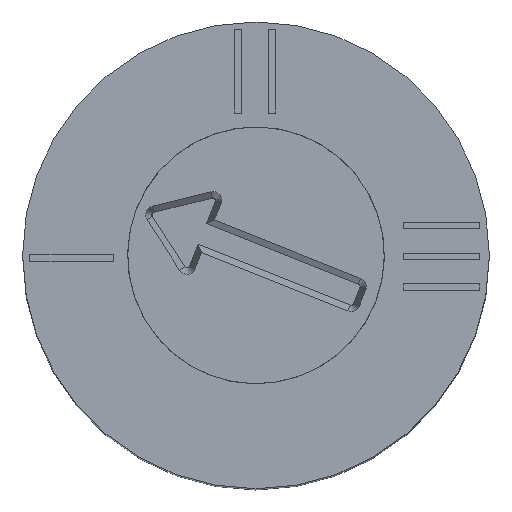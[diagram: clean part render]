
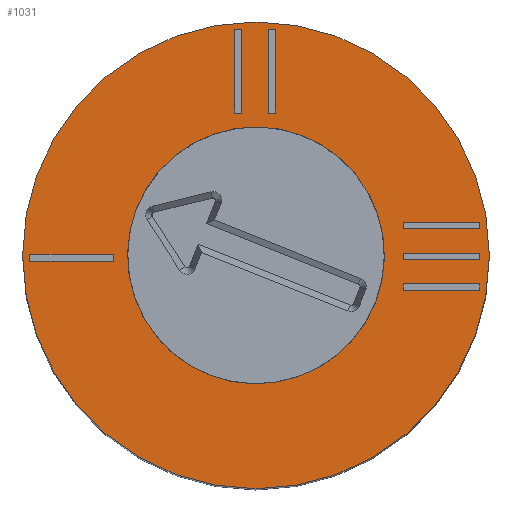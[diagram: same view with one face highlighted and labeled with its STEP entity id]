
A CAD part, top view. The second image highlights one B-rep face of the part: STEP entity #1031.
In plain terms, the highlighted planar face has unit normal (0, 0, 1).
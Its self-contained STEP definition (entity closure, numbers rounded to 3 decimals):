
#29=FACE_BOUND('',#186,.T.);
#30=FACE_BOUND('',#187,.T.);
#31=FACE_BOUND('',#188,.T.);
#32=FACE_BOUND('',#189,.T.);
#33=FACE_BOUND('',#190,.T.);
#34=FACE_BOUND('',#191,.T.);
#35=FACE_BOUND('',#192,.T.);
#49=CIRCLE('',#1148,2.2);
#56=CIRCLE('',#1160,4.);
#124=FACE_OUTER_BOUND('',#185,.T.);
#185=EDGE_LOOP('',(#826));
#186=EDGE_LOOP('',(#827,#828,#829,#830));
#187=EDGE_LOOP('',(#831,#832,#833,#834));
#188=EDGE_LOOP('',(#835,#836,#837,#838));
#189=EDGE_LOOP('',(#839,#840,#841,#842));
#190=EDGE_LOOP('',(#843,#844,#845,#846));
#191=EDGE_LOOP('',(#847,#848,#849,#850));
#192=EDGE_LOOP('',(#851));
#218=LINE('',#1517,#327);
#221=LINE('',#1523,#330);
#224=LINE('',#1529,#333);
#227=LINE('',#1533,#336);
#230=LINE('',#1542,#339);
#233=LINE('',#1548,#342);
#236=LINE('',#1554,#345);
#239=LINE('',#1558,#348);
#242=LINE('',#1567,#351);
#245=LINE('',#1573,#354);
#248=LINE('',#1579,#357);
#251=LINE('',#1583,#360);
#254=LINE('',#1592,#363);
#257=LINE('',#1598,#366);
#260=LINE('',#1604,#369);
#263=LINE('',#1608,#372);
#266=LINE('',#1617,#375);
#269=LINE('',#1623,#378);
#272=LINE('',#1629,#381);
#275=LINE('',#1633,#384);
#278=LINE('',#1642,#387);
#281=LINE('',#1648,#390);
#284=LINE('',#1654,#393);
#287=LINE('',#1658,#396);
#327=VECTOR('',#1213,10.);
#330=VECTOR('',#1218,10.);
#333=VECTOR('',#1223,10.);
#336=VECTOR('',#1228,10.);
#339=VECTOR('',#1235,10.);
#342=VECTOR('',#1240,10.);
#345=VECTOR('',#1245,10.);
#348=VECTOR('',#1250,10.);
#351=VECTOR('',#1257,10.);
#354=VECTOR('',#1262,10.);
#357=VECTOR('',#1267,10.);
#360=VECTOR('',#1272,10.);
#363=VECTOR('',#1279,10.);
#366=VECTOR('',#1284,10.);
#369=VECTOR('',#1289,10.);
#372=VECTOR('',#1294,10.);
#375=VECTOR('',#1301,10.);
#378=VECTOR('',#1306,10.);
#381=VECTOR('',#1311,10.);
#384=VECTOR('',#1316,10.);
#387=VECTOR('',#1323,10.);
#390=VECTOR('',#1328,10.);
#393=VECTOR('',#1333,10.);
#396=VECTOR('',#1338,10.);
#436=VERTEX_POINT('',#1514);
#437=VERTEX_POINT('',#1516);
#439=VERTEX_POINT('',#1522);
#441=VERTEX_POINT('',#1528);
#444=VERTEX_POINT('',#1539);
#445=VERTEX_POINT('',#1541);
#447=VERTEX_POINT('',#1547);
#449=VERTEX_POINT('',#1553);
#452=VERTEX_POINT('',#1564);
#453=VERTEX_POINT('',#1566);
#455=VERTEX_POINT('',#1572);
#457=VERTEX_POINT('',#1578);
#460=VERTEX_POINT('',#1589);
#461=VERTEX_POINT('',#1591);
#463=VERTEX_POINT('',#1597);
#465=VERTEX_POINT('',#1603);
#468=VERTEX_POINT('',#1614);
#469=VERTEX_POINT('',#1616);
#471=VERTEX_POINT('',#1622);
#473=VERTEX_POINT('',#1628);
#476=VERTEX_POINT('',#1639);
#477=VERTEX_POINT('',#1641);
#479=VERTEX_POINT('',#1647);
#481=VERTEX_POINT('',#1653);
#487=VERTEX_POINT('',#1675);
#494=VERTEX_POINT('',#1698);
#529=EDGE_CURVE('',#437,#436,#218,.T.);
#532=EDGE_CURVE('',#439,#437,#221,.T.);
#535=EDGE_CURVE('',#441,#439,#224,.T.);
#538=EDGE_CURVE('',#436,#441,#227,.T.);
#541=EDGE_CURVE('',#445,#444,#230,.T.);
#544=EDGE_CURVE('',#447,#445,#233,.T.);
#547=EDGE_CURVE('',#449,#447,#236,.T.);
#550=EDGE_CURVE('',#444,#449,#239,.T.);
#553=EDGE_CURVE('',#453,#452,#242,.T.);
#556=EDGE_CURVE('',#455,#453,#245,.T.);
#559=EDGE_CURVE('',#457,#455,#248,.T.);
#562=EDGE_CURVE('',#452,#457,#251,.T.);
#565=EDGE_CURVE('',#461,#460,#254,.T.);
#568=EDGE_CURVE('',#463,#461,#257,.T.);
#571=EDGE_CURVE('',#465,#463,#260,.T.);
#574=EDGE_CURVE('',#460,#465,#263,.T.);
#577=EDGE_CURVE('',#469,#468,#266,.T.);
#580=EDGE_CURVE('',#471,#469,#269,.T.);
#583=EDGE_CURVE('',#473,#471,#272,.T.);
#586=EDGE_CURVE('',#468,#473,#275,.T.);
#589=EDGE_CURVE('',#477,#476,#278,.T.);
#592=EDGE_CURVE('',#479,#477,#281,.T.);
#595=EDGE_CURVE('',#481,#479,#284,.T.);
#598=EDGE_CURVE('',#476,#481,#287,.T.);
#606=EDGE_CURVE('',#487,#487,#49,.T.);
#617=EDGE_CURVE('',#494,#494,#56,.T.);
#826=ORIENTED_EDGE('',*,*,#617,.F.);
#827=ORIENTED_EDGE('',*,*,#529,.T.);
#828=ORIENTED_EDGE('',*,*,#538,.T.);
#829=ORIENTED_EDGE('',*,*,#535,.T.);
#830=ORIENTED_EDGE('',*,*,#532,.T.);
#831=ORIENTED_EDGE('',*,*,#541,.T.);
#832=ORIENTED_EDGE('',*,*,#550,.T.);
#833=ORIENTED_EDGE('',*,*,#547,.T.);
#834=ORIENTED_EDGE('',*,*,#544,.T.);
#835=ORIENTED_EDGE('',*,*,#553,.T.);
#836=ORIENTED_EDGE('',*,*,#562,.T.);
#837=ORIENTED_EDGE('',*,*,#559,.T.);
#838=ORIENTED_EDGE('',*,*,#556,.T.);
#839=ORIENTED_EDGE('',*,*,#565,.T.);
#840=ORIENTED_EDGE('',*,*,#574,.T.);
#841=ORIENTED_EDGE('',*,*,#571,.T.);
#842=ORIENTED_EDGE('',*,*,#568,.T.);
#843=ORIENTED_EDGE('',*,*,#577,.T.);
#844=ORIENTED_EDGE('',*,*,#586,.T.);
#845=ORIENTED_EDGE('',*,*,#583,.T.);
#846=ORIENTED_EDGE('',*,*,#580,.T.);
#847=ORIENTED_EDGE('',*,*,#589,.T.);
#848=ORIENTED_EDGE('',*,*,#598,.T.);
#849=ORIENTED_EDGE('',*,*,#595,.T.);
#850=ORIENTED_EDGE('',*,*,#592,.T.);
#851=ORIENTED_EDGE('',*,*,#606,.T.);
#981=PLANE('',#1161);
#1031=ADVANCED_FACE('',(#124,#29,#30,#31,#32,#33,#34,#35),#981,.F.);
#1148=AXIS2_PLACEMENT_3D('',#1676,#1359,#1360);
#1160=AXIS2_PLACEMENT_3D('',#1699,#1387,#1388);
#1161=AXIS2_PLACEMENT_3D('',#1701,#1390,#1391);
#1213=DIRECTION('',(1.,0.,0.));
#1218=DIRECTION('',(0.,1.,0.));
#1223=DIRECTION('',(-1.,0.,0.));
#1228=DIRECTION('',(0.,-1.,0.));
#1235=DIRECTION('',(1.,0.,0.));
#1240=DIRECTION('',(0.,1.,0.));
#1245=DIRECTION('',(-1.,0.,0.));
#1250=DIRECTION('',(0.,-1.,0.));
#1257=DIRECTION('',(1.,0.,0.));
#1262=DIRECTION('',(0.,1.,0.));
#1267=DIRECTION('',(-1.,0.,0.));
#1272=DIRECTION('',(0.,-1.,0.));
#1279=DIRECTION('',(0.,-1.,0.));
#1284=DIRECTION('',(1.,0.,0.));
#1289=DIRECTION('',(0.,1.,0.));
#1294=DIRECTION('',(-1.,0.,0.));
#1301=DIRECTION('',(0.,-1.,0.));
#1306=DIRECTION('',(1.,0.,0.));
#1311=DIRECTION('',(0.,1.,0.));
#1316=DIRECTION('',(-1.,0.,0.));
#1323=DIRECTION('',(1.,0.,0.));
#1328=DIRECTION('',(0.,1.,0.));
#1333=DIRECTION('',(-1.,0.,0.));
#1338=DIRECTION('',(0.,-1.,0.));
#1359=DIRECTION('center_axis',(0.,0.,-1.));
#1360=DIRECTION('ref_axis',(1.,0.,0.));
#1387=DIRECTION('center_axis',(0.,0.,-1.));
#1388=DIRECTION('ref_axis',(-1.,0.,0.));
#1390=DIRECTION('center_axis',(0.,0.,-1.));
#1391=DIRECTION('ref_axis',(-1.,0.,0.));
#1514=CARTESIAN_POINT('',(3.831,0.565,14.));
#1516=CARTESIAN_POINT('',(2.523,0.565,14.));
#1517=CARTESIAN_POINT('',(1.916,0.565,14.));
#1522=CARTESIAN_POINT('',(2.523,0.453,14.));
#1523=CARTESIAN_POINT('',(2.523,0.282,14.));
#1528=CARTESIAN_POINT('',(3.831,0.453,14.));
#1529=CARTESIAN_POINT('',(1.262,0.453,14.));
#1533=CARTESIAN_POINT('',(3.831,0.227,14.));
#1539=CARTESIAN_POINT('',(3.831,0.039,14.));
#1541=CARTESIAN_POINT('',(2.523,0.039,14.));
#1542=CARTESIAN_POINT('',(1.916,0.039,14.));
#1547=CARTESIAN_POINT('',(2.523,-0.073,14.));
#1548=CARTESIAN_POINT('',(2.523,0.02,14.));
#1553=CARTESIAN_POINT('',(3.831,-0.073,14.));
#1554=CARTESIAN_POINT('',(1.262,-0.073,14.));
#1558=CARTESIAN_POINT('',(3.831,-0.036,14.));
#1564=CARTESIAN_POINT('',(3.831,-0.487,14.));
#1566=CARTESIAN_POINT('',(2.523,-0.487,14.));
#1567=CARTESIAN_POINT('',(1.916,-0.487,14.));
#1572=CARTESIAN_POINT('',(2.523,-0.599,14.));
#1573=CARTESIAN_POINT('',(2.523,-0.243,14.));
#1578=CARTESIAN_POINT('',(3.831,-0.599,14.));
#1579=CARTESIAN_POINT('',(1.262,-0.599,14.));
#1583=CARTESIAN_POINT('',(3.831,-0.299,14.));
#1589=CARTESIAN_POINT('',(0.334,2.44,14.));
#1591=CARTESIAN_POINT('',(0.334,3.879,14.));
#1592=CARTESIAN_POINT('',(0.334,1.22,14.));
#1597=CARTESIAN_POINT('',(0.211,3.879,14.));
#1598=CARTESIAN_POINT('',(0.167,3.879,14.));
#1603=CARTESIAN_POINT('',(0.211,2.44,14.));
#1604=CARTESIAN_POINT('',(0.211,1.939,14.));
#1608=CARTESIAN_POINT('',(0.105,2.44,14.));
#1614=CARTESIAN_POINT('',(-0.245,2.44,14.));
#1616=CARTESIAN_POINT('',(-0.245,3.879,14.));
#1617=CARTESIAN_POINT('',(-0.245,1.22,14.));
#1622=CARTESIAN_POINT('',(-0.368,3.879,14.));
#1623=CARTESIAN_POINT('',(-0.122,3.879,14.));
#1628=CARTESIAN_POINT('',(-0.368,2.44,14.));
#1629=CARTESIAN_POINT('',(-0.368,1.939,14.));
#1633=CARTESIAN_POINT('',(-0.184,2.44,14.));
#1639=CARTESIAN_POINT('',(-2.439,0.022,14.));
#1641=CARTESIAN_POINT('',(-3.878,0.022,14.));
#1642=CARTESIAN_POINT('',(-1.219,0.022,14.));
#1647=CARTESIAN_POINT('',(-3.878,-0.101,14.));
#1648=CARTESIAN_POINT('',(-3.878,0.011,14.));
#1653=CARTESIAN_POINT('',(-2.439,-0.101,14.));
#1654=CARTESIAN_POINT('',(-1.939,-0.101,14.));
#1658=CARTESIAN_POINT('',(-2.439,-0.051,14.));
#1675=CARTESIAN_POINT('',(-2.2,0.,14.));
#1676=CARTESIAN_POINT('Origin',(0.,0.,14.));
#1698=CARTESIAN_POINT('',(4.,0.,14.));
#1699=CARTESIAN_POINT('Origin',(0.,0.,14.));
#1701=CARTESIAN_POINT('Origin',(0.,0.,14.));
